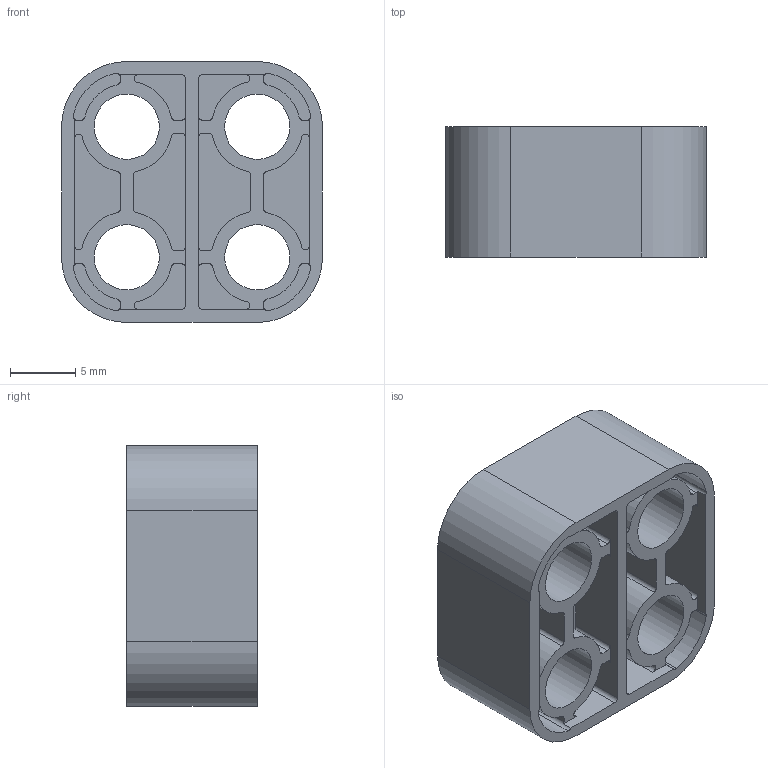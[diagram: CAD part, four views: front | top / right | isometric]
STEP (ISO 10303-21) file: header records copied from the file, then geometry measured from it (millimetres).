
FILE_DESCRIPTION(/* description */ (''),/* implementation_level */ '2;1');
FILE_NAME(/* name */ 'S2x2.stp',/* time_stamp */ '2019-05-14T10:37:38+02:00',/* author */ ('Varga Daniel'),/* organization */ (''),/* preprocessor_version */ 'ST-DEVELOPER v18',/* originating_system */ 'Autodesk Inventor 2020',/* authorisation */ '');
FILE_SCHEMA (('AUTOMOTIVE_DESIGN { 1 0 10303 214 3 1 1 }'));
Length unit declared in the file: millimetre
Products named in the file (1): S2x2
Bounding box: 20 x 10 x 20 mm (x, y, z)
Volume: 1684.2 mm3; surface area: 3359.9 mm2
Topology: 1 solids, 1 shells, 242 faces, 708 edges, 472 vertices
Faces by surface type: cylinder 152, plane 90
Full cylindrical faces by diameter (mm): 5 x4
Entity records: 8229 total; most frequent: DIRECTION 1514, CARTESIAN_POINT 1423, ORIENTED_EDGE 1416, EDGE_CURVE 708, AXIS2_PLACEMENT_3D 563, VERTEX_POINT 472, LINE 388, VECTOR 388
